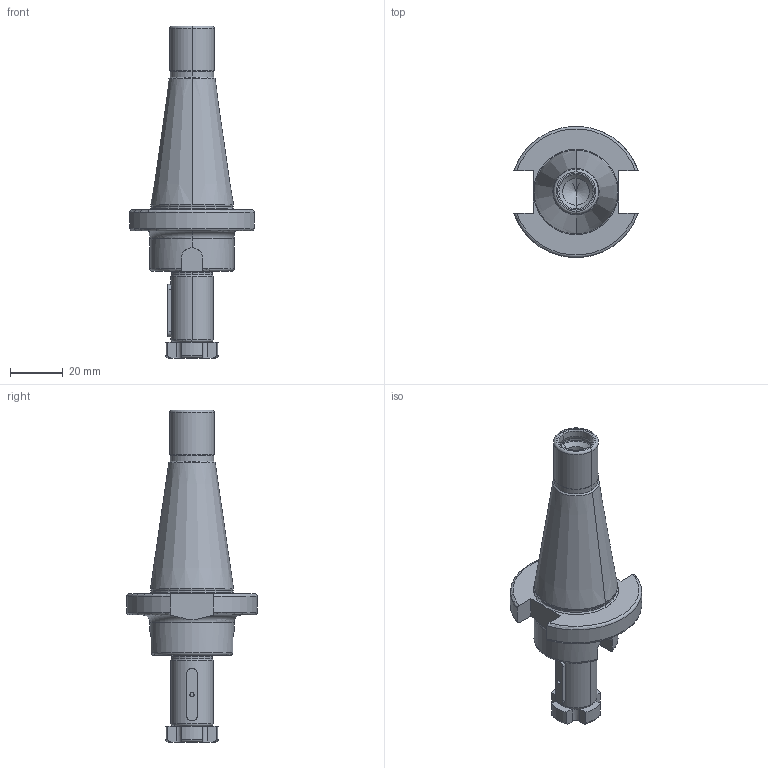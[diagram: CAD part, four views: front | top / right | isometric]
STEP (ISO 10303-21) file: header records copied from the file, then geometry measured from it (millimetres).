
FILE_DESCRIPTION((''),'2;1');
FILE_NAME('301_10_16','2020-09-01T',('103090'),(''),'CREO PARAMETRIC BY PTC INC, 2016260','CREO PARAMETRIC BY PTC INC, 2016260','');
FILE_SCHEMA(('CONFIG_CONTROL_DESIGN'));
Length unit declared in the file: millimetre
Products named in the file (1): 301_10_16
Bounding box: 47.34 x 49.83 x 126.4 mm (x, y, z)
Volume: 57547.6 mm3; surface area: 14619.3 mm2
Topology: 1 solids, 2 shells, 125 faces, 298 edges, 179 vertices
Faces by surface type: plane 41, cylinder 36, torus 30, cone 18
Entity records: 3888 total; most frequent: CARTESIAN_POINT 917, DIRECTION 662, ORIENTED_EDGE 592, EDGE_CURVE 296, AXIS2_PLACEMENT_3D 272, VERTEX_POINT 179, CIRCLE 144, EDGE_LOOP 129
